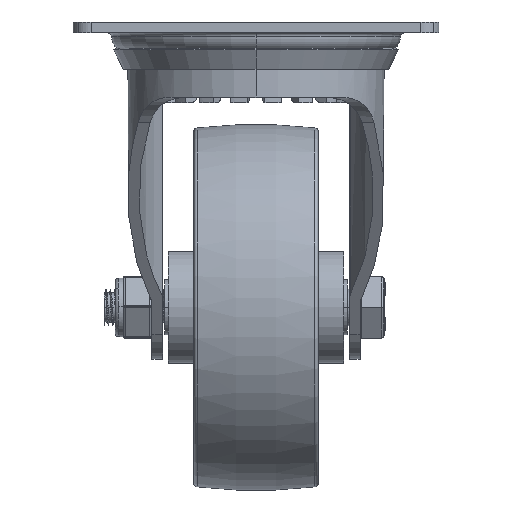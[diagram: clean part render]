
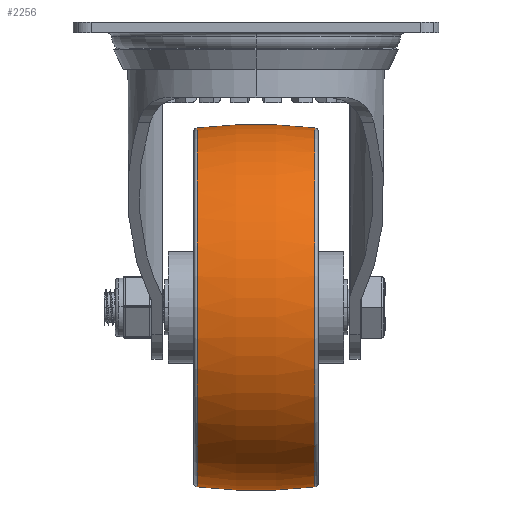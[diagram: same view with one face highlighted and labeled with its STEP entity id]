
A CAD part, left-side view. The second image highlights one B-rep face of the part: STEP entity #2256.
In plain terms, the highlighted toroidal (fillet/blend) face has major radius 86.625 mm and minor radius 136.625 mm.
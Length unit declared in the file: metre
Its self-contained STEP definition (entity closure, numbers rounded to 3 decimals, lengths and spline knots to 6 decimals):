
#2256=ADVANCED_FACE('',(#3360),#3361,.T.);
#3360=FACE_OUTER_BOUND('',#7065,.T.);
#3361=TOROIDAL_SURFACE('',#7066,-0.086625,0.136625);
#7065=EDGE_LOOP('',(#14502,#14503,#14504,#14505));
#7066=AXIS2_PLACEMENT_3D('',#14506,#14507,#14508);
#14502=ORIENTED_EDGE('',*,*,#18415,.T.);
#14503=ORIENTED_EDGE('',*,*,#18423,.F.);
#14504=ORIENTED_EDGE('',*,*,#18417,.T.);
#14505=ORIENTED_EDGE('',*,*,#18421,.F.);
#14506=CARTESIAN_POINT('',(0.0,0.,0.0));
#14507=DIRECTION('',(0.0,-1.0,0.0));
#14508=DIRECTION('',(0.0,0.0,-1.0));
#18415=EDGE_CURVE('',#20623,#20607,#20624,.T.);
#18417=EDGE_CURVE('',#20610,#20625,#20627,.T.);
#18421=EDGE_CURVE('',#20623,#20625,#20633,.T.);
#18423=EDGE_CURVE('',#20610,#20607,#20635,.T.);
#20607=VERTEX_POINT('',#24958);
#20610=VERTEX_POINT('',#24961);
#20623=VERTEX_POINT('',#24976);
#20624=CIRCLE('',#24977,0.136625);
#20625=VERTEX_POINT('',#24978);
#20627=CIRCLE('',#24980,0.136625);
#20633=CIRCLE('',#24986,0.049046);
#20635=CIRCLE('',#24988,0.049046);
#24958=CARTESIAN_POINT('',(0.,-0.016118,-0.049046));
#24961=CARTESIAN_POINT('',(0.,-0.016118,0.049046));
#24976=CARTESIAN_POINT('',(0.,0.016118,-0.049046));
#24977=AXIS2_PLACEMENT_3D('',#30359,#30360,#30361);
#24978=CARTESIAN_POINT('',(0.,0.016118,0.049046));
#24980=AXIS2_PLACEMENT_3D('',#30365,#30366,#30367);
#24986=AXIS2_PLACEMENT_3D('',#30377,#30378,#30379);
#24988=AXIS2_PLACEMENT_3D('',#30383,#30384,#30385);
#30359=CARTESIAN_POINT('',(0.,0.,0.086625));
#30360=DIRECTION('',(-1.0,-0.0,0.));
#30361=DIRECTION('',(0.,0.0,-1.0));
#30365=CARTESIAN_POINT('',(0.,0.,-0.086625));
#30366=DIRECTION('',(-1.0,-0.0,0.));
#30367=DIRECTION('',(0.,0.0,1.0));
#30377=CARTESIAN_POINT('',(0.0,0.016118,0.0));
#30378=DIRECTION('',(0.0,1.0,0.));
#30379=DIRECTION('',(0.0,0.,1.0));
#30383=CARTESIAN_POINT('',(0.0,-0.016118,0.0));
#30384=DIRECTION('',(0.0,-1.0,0.));
#30385=DIRECTION('',(0.0,0.,-1.0));
